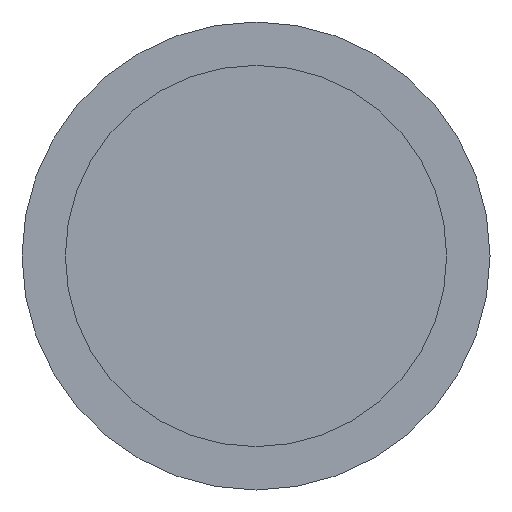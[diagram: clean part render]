
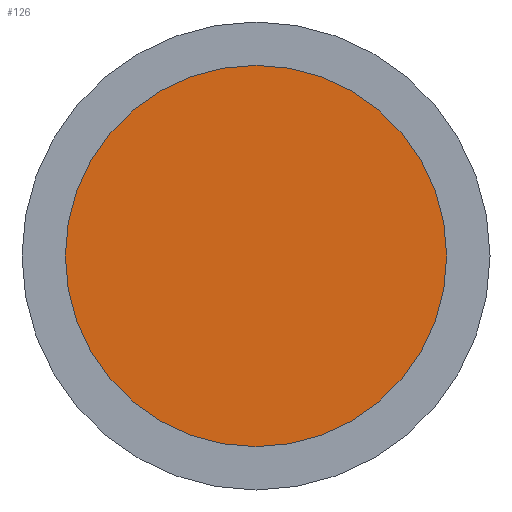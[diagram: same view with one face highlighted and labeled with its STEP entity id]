
A CAD part, front view. The second image highlights one B-rep face of the part: STEP entity #126.
In plain terms, the highlighted planar face has unit normal (0, -1, 0).
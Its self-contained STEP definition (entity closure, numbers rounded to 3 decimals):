
#37=ORIENTED_EDGE('',*,*,#52,.F.);
#52=EDGE_CURVE('',#62,#62,#72,.T.);
#62=VERTEX_POINT('',#227);
#72=CIRCLE('',#155,11.);
#87=EDGE_LOOP('',(#37));
#107=FACE_BOUND('',#87,.T.);
#118=PLANE('',#156);
#126=ADVANCED_FACE('',(#107),#118,.F.);
#155=AXIS2_PLACEMENT_3D('',#226,#188,#189);
#156=AXIS2_PLACEMENT_3D('',#228,#190,#191);
#188=DIRECTION('',(0.,1.,0.));
#189=DIRECTION('',(1.,0.,0.));
#190=DIRECTION('',(0.,1.,0.));
#191=DIRECTION('',(0.,0.,1.));
#226=CARTESIAN_POINT('',(0.,-4.,0.));
#227=CARTESIAN_POINT('',(11.,-4.,0.));
#228=CARTESIAN_POINT('',(0.,-4.,0.));
